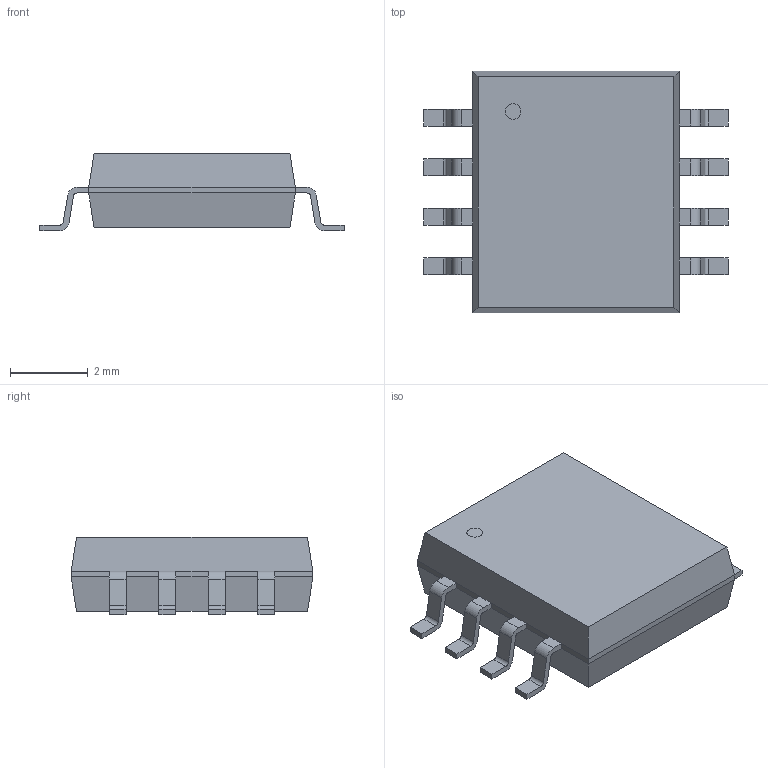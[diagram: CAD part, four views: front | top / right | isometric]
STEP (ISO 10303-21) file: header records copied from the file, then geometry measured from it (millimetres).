
FILE_DESCRIPTION(/* description */ ('model of SOIC-8_5.3x6.2mm_P1.27mm'),/* implementation_level */ '2;1');
FILE_NAME(/* name */ 'SOIC-8_5.3x6.2mm_P1.27mm.step',/* time_stamp */ '1970-01-01T00:00:00',/* author */ ('KiCAD','kicad'),/* organization */ ('OCCT'),/* preprocessor_version */ '',/* originating_system */ 'KiCAD',/* authorisation */ '');
FILE_SCHEMA(('AUTOMOTIVE_DESIGN { 1 0 10303 214 1 1 1 1 }'));
Length unit declared in the file: millimetre
Products named in the file (1): SOIC-8_5.3x6.2mm_P1.27mm
Bounding box: 7.8 x 6.2 x 2 mm (x, y, z)
Volume: 60.7 mm3; surface area: 121 mm2
Topology: 1 solids, 1 shells, 135 faces, 361 edges, 229 vertices
Faces by surface type: plane 95, cylinder 32, bspline 8
Entity records: 2703 total; most frequent: ORIENTED_EDGE 585, EDGE_CURVE 361, CARTESIAN_POINT 312, VERTEX_POINT 229, LINE 228, AXIS2_PLACEMENT_3D 166, FACE_BOUND 136, ADVANCED_FACE 135
